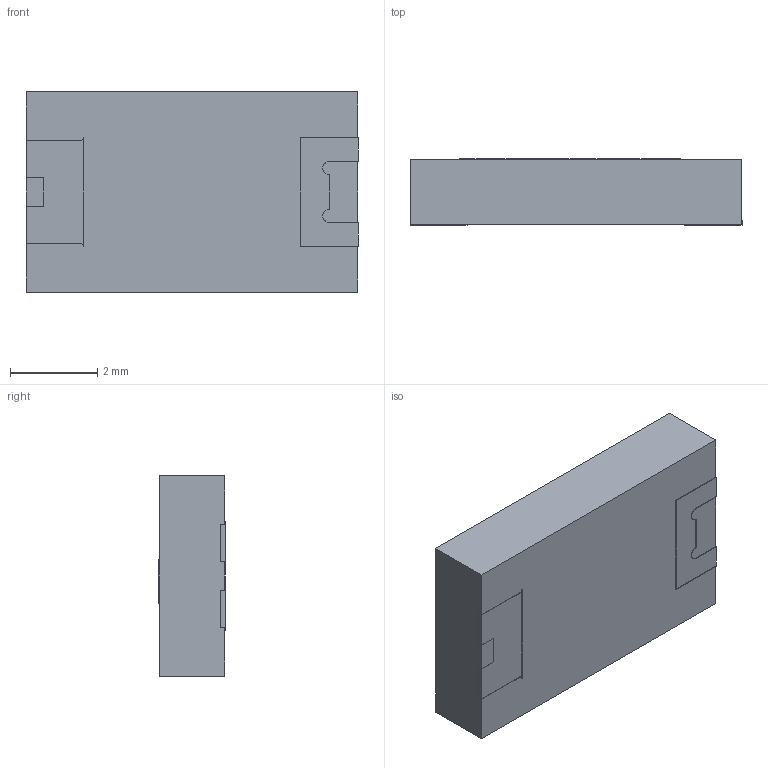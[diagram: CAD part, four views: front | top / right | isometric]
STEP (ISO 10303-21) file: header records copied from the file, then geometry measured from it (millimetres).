
FILE_DESCRIPTION (( 'STEP AP214' ), '1' );
FILE_NAME ('CTS_TFD_JVW_7343_L7.6W4.6H1.5S1.3F2.5.STEP', '2021-07-13T20:41:19', ( '' ), ( '' ), 'SwSTEP 2.0', 'SolidWorks 2020', '' );
FILE_SCHEMA (( 'AUTOMOTIVE_DESIGN' ));
Length unit declared in the file: millimetre
Products named in the file (1): CTS_TFD_JVW_7343_L7.6W4.6H1.5S1.3F2.5
Bounding box: 7.62 x 1.51 x 4.6 mm (x, y, z)
Volume: 52.5 mm3; surface area: 107 mm2
Topology: 1 solids, 1 shells, 88 faces, 249 edges, 166 vertices
Faces by surface type: plane 86, cylinder 2
Entity records: 2919 total; most frequent: CARTESIAN_POINT 504, ORIENTED_EDGE 498, DIRECTION 431, EDGE_CURVE 249, LINE 245, VECTOR 245, VERTEX_POINT 166, AXIS2_PLACEMENT_3D 93
